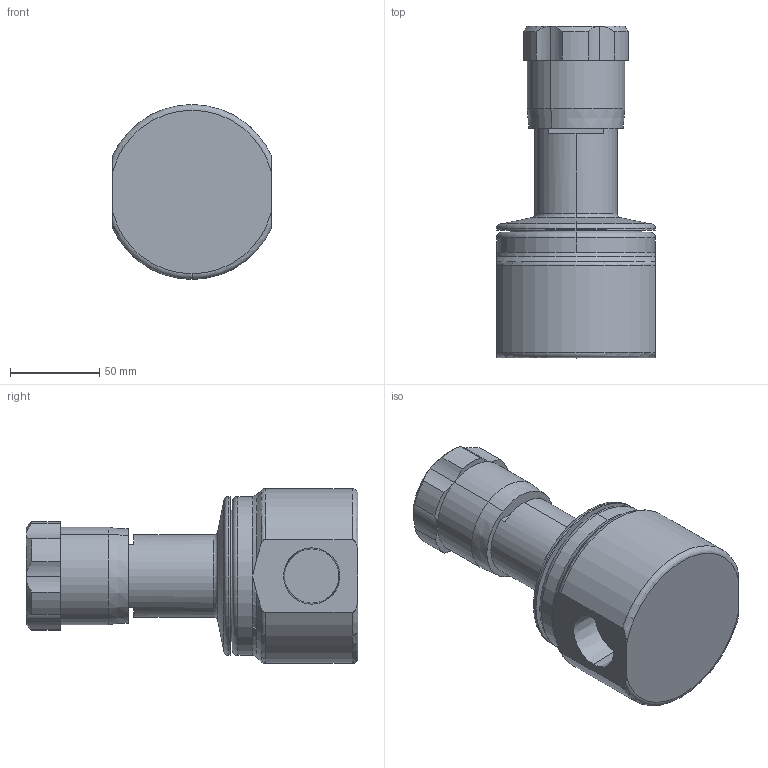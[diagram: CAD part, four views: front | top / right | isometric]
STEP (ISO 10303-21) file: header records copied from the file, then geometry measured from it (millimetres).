
FILE_DESCRIPTION (( 'STEP AP203' ), '1' );
FILE_NAME ('JRHF-100-6L.step', '2017-09-20T14:23:16', ( '' ), ( '' ), 'SwSTEP 2.0', 'SolidWorks 2014', '' );
FILE_SCHEMA (( 'CONFIG_CONTROL_DESIGN' ));
Length unit declared in the file: inch
Products named in the file (1): JRHF-100-6L
Bounding box: 88.9 x 185.57 x 97.79 mm (x, y, z)
Volume: 717566.9 mm3; surface area: 62831.2 mm2
Topology: 1 solids, 1 shells, 88 faces, 198 edges, 117 vertices
Faces by surface type: cylinder 34, plane 20, cone 17, torus 17
Full cylindrical faces by diameter (mm): 14.288 x1
Entity records: 2877 total; most frequent: CARTESIAN_POINT 800, DIRECTION 456, ORIENTED_EDGE 400, EDGE_CURVE 200, AXIS2_PLACEMENT_3D 199, VERTEX_POINT 119, CIRCLE 110, EDGE_LOOP 93
